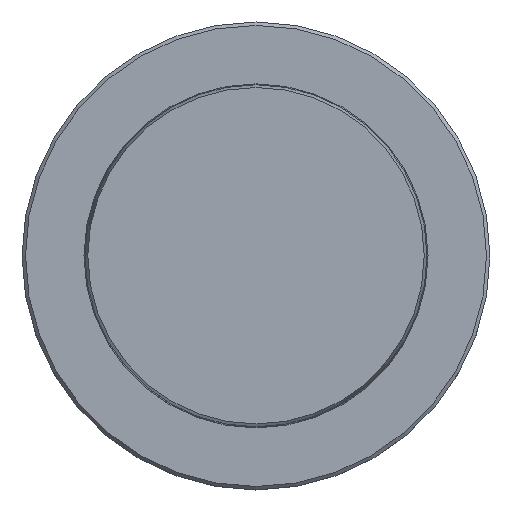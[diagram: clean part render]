
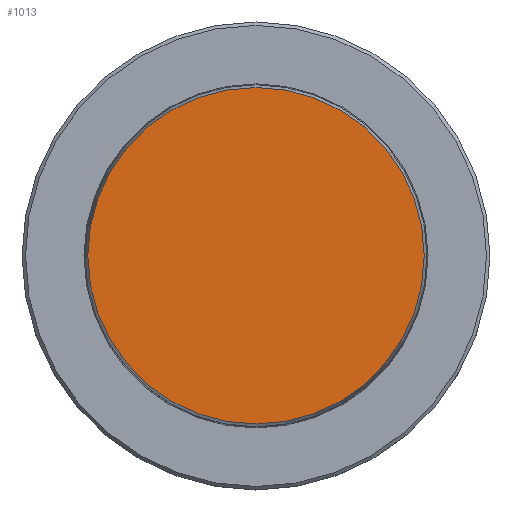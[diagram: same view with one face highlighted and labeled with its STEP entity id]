
A CAD part, top view. The second image highlights one B-rep face of the part: STEP entity #1013.
In plain terms, the highlighted planar face has unit normal (0, 0, 1).
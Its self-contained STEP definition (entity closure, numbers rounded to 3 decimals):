
#289=PLANE('',#5057);
#1013=ADVANCED_FACE('CU_VLE_SU_1',(#1341),#289,.T.);
#1341=FACE_OUTER_BOUND('',#1580,.T.);
#1580=EDGE_LOOP('',(#2300));
#2015=CIRCLE('',#5056,24.446);
#2300=ORIENTED_EDGE('',*,*,#4099,.T.);
#3610=VERTEX_POINT('',#7283);
#4099=EDGE_CURVE('',#3610,#3610,#2015,.T.);
#5056=AXIS2_PLACEMENT_3D('',#7282,#5685,#5686);
#5057=AXIS2_PLACEMENT_3D('',#7284,#5687,#5688);
#5685=DIRECTION('',(0.,0.,1.));
#5686=DIRECTION('',(1.,0.,0.));
#5687=DIRECTION('',(0.,0.,1.));
#5688=DIRECTION('',(1.,0.,0.));
#7282=CARTESIAN_POINT('',(0.,0.,18.));
#7283=CARTESIAN_POINT('',(24.446,0.,18.));
#7284=CARTESIAN_POINT('',(0.,0.,18.));
